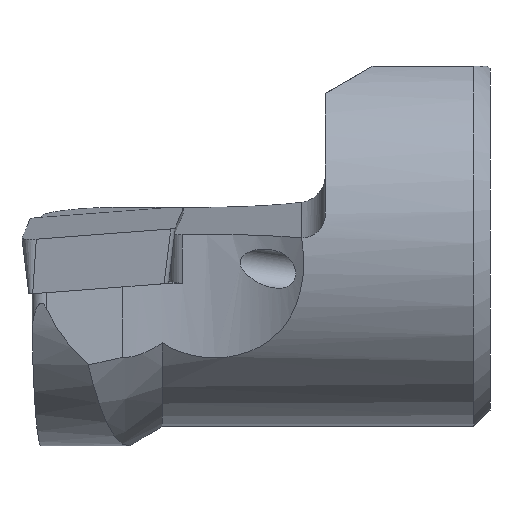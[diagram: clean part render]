
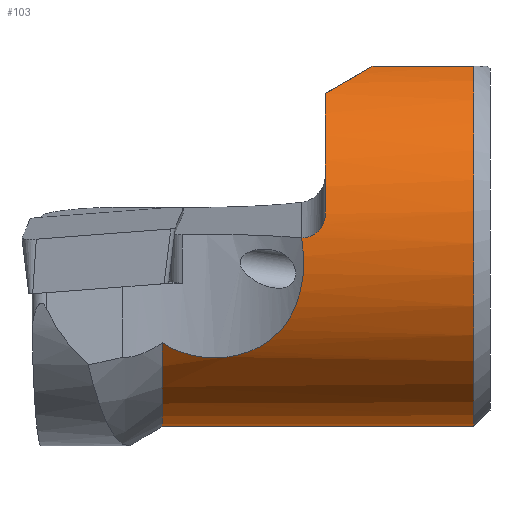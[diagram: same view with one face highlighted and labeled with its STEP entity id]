
A CAD part, front view. The second image highlights one B-rep face of the part: STEP entity #103.
In plain terms, the highlighted cylindrical face has radius 8 mm (diameter 16 mm), a partial arc.
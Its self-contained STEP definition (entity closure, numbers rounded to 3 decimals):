
#37=B_SPLINE_CURVE_WITH_KNOTS('',3,(#1159,#1160,#1161,#1162,#1163,#1164,
#1165,#1166,#1167,#1168,#1169,#1170,#1171,#1172,#1173,#1174),
 .UNSPECIFIED.,.F.,.F.,(4,3,3,3,3,4),(0.,0.22,0.44,
0.655,0.867,1.),.UNSPECIFIED.);
#38=B_SPLINE_CURVE_WITH_KNOTS('',3,(#1178,#1179,#1180,#1181,#1182,#1183,
#1184,#1185,#1186,#1187),.UNSPECIFIED.,.F.,.F.,(4,2,2,2,4),(0.,0.25,0.5,
0.75,1.),.UNSPECIFIED.);
#39=B_SPLINE_CURVE_WITH_KNOTS('',3,(#1190,#1191,#1192,#1193,#1194,#1195,
#1196,#1197,#1198,#1199),.UNSPECIFIED.,.F.,.F.,(4,2,2,2,4),(0.,0.25,0.5,
0.75,1.),.UNSPECIFIED.);
#68=CYLINDRICAL_SURFACE('',#777,8.);
#103=ADVANCED_FACE('',(#163),#68,.T.);
#163=FACE_OUTER_BOUND('',#201,.T.);
#201=EDGE_LOOP('',(#339,#340,#341,#342,#343,#344,#345,#346,#347,#348,#349,
#350));
#229=CIRCLE('',#767,8.);
#231=CIRCLE('',#771,8.);
#232=CIRCLE('',#775,8.);
#254=ELLIPSE('',#774,16.,8.);
#255=ELLIPSE('',#776,16.,8.);
#339=ORIENTED_EDGE('',*,*,#582,.T.);
#340=ORIENTED_EDGE('',*,*,#583,.T.);
#341=ORIENTED_EDGE('',*,*,#584,.T.);
#342=ORIENTED_EDGE('',*,*,#585,.T.);
#343=ORIENTED_EDGE('',*,*,#586,.T.);
#344=ORIENTED_EDGE('',*,*,#587,.T.);
#345=ORIENTED_EDGE('',*,*,#575,.T.);
#346=ORIENTED_EDGE('',*,*,#588,.T.);
#347=ORIENTED_EDGE('',*,*,#589,.T.);
#348=ORIENTED_EDGE('',*,*,#590,.T.);
#349=ORIENTED_EDGE('',*,*,#580,.T.);
#350=ORIENTED_EDGE('',*,*,#579,.T.);
#497=VERTEX_POINT('',#1122);
#498=VERTEX_POINT('',#1124);
#500=VERTEX_POINT('',#1145);
#501=VERTEX_POINT('',#1146);
#502=VERTEX_POINT('',#1150);
#503=VERTEX_POINT('',#1152);
#504=VERTEX_POINT('',#1156);
#505=VERTEX_POINT('',#1158);
#506=VERTEX_POINT('',#1175);
#507=VERTEX_POINT('',#1177);
#508=VERTEX_POINT('',#1189);
#509=VERTEX_POINT('',#1200);
#575=EDGE_CURVE('',#498,#497,#229,.T.);
#579=EDGE_CURVE('',#501,#500,#231,.T.);
#580=EDGE_CURVE('',#502,#501,#661,.T.);
#582=EDGE_CURVE('',#500,#503,#663,.T.);
#583=EDGE_CURVE('',#503,#504,#254,.T.);
#584=EDGE_CURVE('',#504,#505,#232,.T.);
#585=EDGE_CURVE('',#505,#506,#37,.T.);
#586=EDGE_CURVE('',#506,#507,#664,.T.);
#587=EDGE_CURVE('',#507,#498,#38,.T.);
#588=EDGE_CURVE('',#497,#508,#665,.T.);
#589=EDGE_CURVE('',#508,#509,#39,.T.);
#590=EDGE_CURVE('',#509,#502,#255,.T.);
#661=LINE('',#1149,#715);
#663=LINE('',#1153,#717);
#664=LINE('',#1176,#718);
#665=LINE('',#1188,#719);
#715=VECTOR('',#912,1.);
#717=VECTOR('',#914,1.);
#718=VECTOR('',#921,1.);
#719=VECTOR('',#922,1.);
#767=AXIS2_PLACEMENT_3D('',#1123,#900,#901);
#771=AXIS2_PLACEMENT_3D('',#1147,#908,#909);
#774=AXIS2_PLACEMENT_3D('',#1155,#917,#918);
#775=AXIS2_PLACEMENT_3D('',#1157,#919,#920);
#776=AXIS2_PLACEMENT_3D('',#1201,#923,#924);
#777=AXIS2_PLACEMENT_3D('',#1202,#925,#926);
#900=DIRECTION('',(1.,0.,0.));
#901=DIRECTION('',(0.,0.,1.));
#908=DIRECTION('',(-1.,0.,0.));
#909=DIRECTION('',(0.,0.,1.));
#912=DIRECTION('',(1.,0.,0.));
#914=DIRECTION('',(-1.,0.,0.));
#917=DIRECTION('',(0.5,0.,-0.866));
#918=DIRECTION('',(-0.866,0.,-0.5));
#919=DIRECTION('',(1.,0.,0.));
#920=DIRECTION('',(0.,1.,0.));
#921=DIRECTION('',(-1.,0.,0.));
#922=DIRECTION('',(1.,0.,0.));
#923=DIRECTION('',(0.5,0.,-0.866));
#924=DIRECTION('',(-0.866,0.,-0.5));
#925=DIRECTION('',(-1.,0.,0.));
#926=DIRECTION('',(0.,0.,1.));
#1122=CARTESIAN_POINT('',(6.,3.634,-7.127));
#1123=CARTESIAN_POINT('',(6.,0.,0.));
#1124=CARTESIAN_POINT('',(6.,-6.665,-4.425));
#1145=CARTESIAN_POINT('',(19.3,-3.04,7.4));
#1146=CARTESIAN_POINT('',(19.3,3.04,7.4));
#1147=CARTESIAN_POINT('',(19.3,0.,0.));
#1149=CARTESIAN_POINT('',(0.,3.04,7.4));
#1150=CARTESIAN_POINT('',(15.,3.04,7.4));
#1152=CARTESIAN_POINT('',(15.,-3.04,7.4));
#1153=CARTESIAN_POINT('',(0.,-3.04,7.4));
#1155=CARTESIAN_POINT('',(2.183,0.,0.));
#1156=CARTESIAN_POINT('',(12.96,-5.028,6.222));
#1157=CARTESIAN_POINT('',(12.96,0.,0.));
#1158=CARTESIAN_POINT('',(12.96,-7.928,1.074));
#1159=CARTESIAN_POINT('',(12.96,-7.928,1.074));
#1160=CARTESIAN_POINT('',(12.96,-7.943,0.96));
#1161=CARTESIAN_POINT('',(12.941,-7.956,0.843));
#1162=CARTESIAN_POINT('',(12.903,-7.966,0.734));
#1163=CARTESIAN_POINT('',(12.865,-7.976,0.625));
#1164=CARTESIAN_POINT('',(12.808,-7.984,0.521));
#1165=CARTESIAN_POINT('',(12.736,-7.988,0.431));
#1166=CARTESIAN_POINT('',(12.665,-7.993,0.342));
#1167=CARTESIAN_POINT('',(12.577,-7.996,0.265));
#1168=CARTESIAN_POINT('',(12.481,-7.997,0.206));
#1169=CARTESIAN_POINT('',(12.386,-7.999,0.147));
#1170=CARTESIAN_POINT('',(12.28,-7.999,0.104));
#1171=CARTESIAN_POINT('',(12.171,-8.,0.081));
#1172=CARTESIAN_POINT('',(12.102,-8.,0.066));
#1173=CARTESIAN_POINT('',(12.031,-8.,0.058));
#1174=CARTESIAN_POINT('',(11.96,-8.,0.058));
#1175=CARTESIAN_POINT('',(11.96,-8.,0.058));
#1176=CARTESIAN_POINT('',(0.,-8.,0.058));
#1177=CARTESIAN_POINT('',(11.948,-8.,0.058));
#1178=CARTESIAN_POINT('',(11.948,-8.,0.058));
#1179=CARTESIAN_POINT('',(12.101,-8.006,-0.769));
#1180=CARTESIAN_POINT('',(12.071,-7.876,-1.618));
#1181=CARTESIAN_POINT('',(11.639,-7.394,-3.158));
#1182=CARTESIAN_POINT('',(11.22,-7.038,-3.844));
#1183=CARTESIAN_POINT('',(9.981,-6.432,-4.79));
#1184=CARTESIAN_POINT('',(9.164,-6.206,-5.048));
#1185=CARTESIAN_POINT('',(7.485,-6.176,-5.085));
#1186=CARTESIAN_POINT('',(6.655,-6.37,-4.869));
#1187=CARTESIAN_POINT('',(6.,-6.665,-4.425));
#1188=CARTESIAN_POINT('',(0.,3.634,-7.127));
#1189=CARTESIAN_POINT('',(7.5,3.634,-7.127));
#1190=CARTESIAN_POINT('',(7.5,3.634,-7.127));
#1191=CARTESIAN_POINT('',(9.141,3.634,-7.127));
#1192=CARTESIAN_POINT('',(10.749,4.282,-6.864));
#1193=CARTESIAN_POINT('',(12.97,6.113,-5.3));
#1194=CARTESIAN_POINT('',(13.479,7.129,-3.97));
#1195=CARTESIAN_POINT('',(13.908,8.109,-0.909));
#1196=CARTESIAN_POINT('',(13.917,8.127,0.783));
#1197=CARTESIAN_POINT('',(13.795,7.172,3.901));
#1198=CARTESIAN_POINT('',(13.636,6.169,5.304));
#1199=CARTESIAN_POINT('',(12.977,5.016,6.232));
#1200=CARTESIAN_POINT('',(12.977,5.016,6.232));
#1201=CARTESIAN_POINT('',(2.183,0.,0.));
#1202=CARTESIAN_POINT('',(0.,0.,0.));
